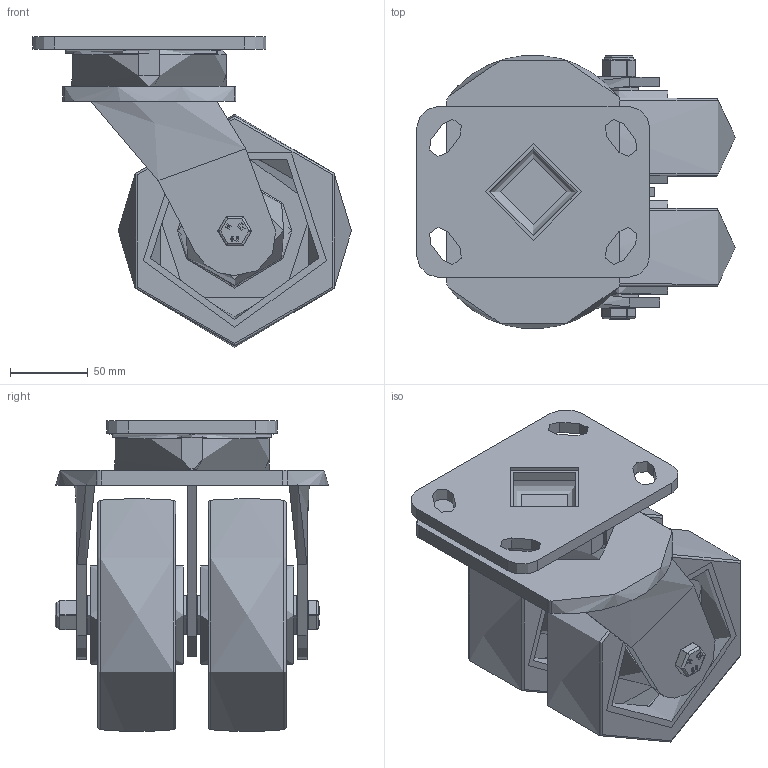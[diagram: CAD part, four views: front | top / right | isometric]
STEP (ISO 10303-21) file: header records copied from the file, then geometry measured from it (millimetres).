
FILE_DESCRIPTION(/* description */ ('','CAx-IF Rec.Pracs.---Representation and Presentation of Product Manufacturing Information (PMI)---4.0---2014-10-13'),/* implementation_level */ '2;1');
FILE_NAME(/* name */ '2BZK150PTBJ.step',/* time_stamp */ '2025-01-09T17:05:32Z',/* author */ (''),/* organization */ (''),/* preprocessor_version */ 'ST-DEVELOPER v20',/* originating_system */ 'Autodesk Translation Framework v13.20.0.188',/* authorisation */ '');
FILE_SCHEMA (('AP242_MANAGED_MODEL_BASED_3D_ENGINEERING_MIM_LF { 1 0 10303 442 1 1 4 }'));
Products named in the file (42): 2BZK150PTBJ; 2BZK150AS v1; FABRICATED STEEL TOP PLATE; FABRICATED STEEL FORKS; BZXH150WPTBJM20 v1; POLYURETHANE TYRE; CAST IRON RIM; CAST IRON RIM Geometry; BEARING SPACER; BEARING 6204; BALL BEARINGS; BEARING 6204 (1); BALL BEARINGS (1); Component3; STEEL; RUBBER; BZXH150WPTBJM20 v1 (1); POLYURETHANE TYRE (1); CAST IRON RIM (1); CAST IRON RIM Geometry (1); BEARING SPACER (1); BEARING 6204 (2); BALL BEARINGS (2); BEARING 6204 (1) (1); BALL BEARINGS (1) (1); Component3 (1); STEEL (1); RUBBER (1); TH20X2X12 v1; ZINC PLATED HEADED SPACER; TH20X2X12 v1 (2); ZINC PLATED HEADED SPACER (2); TH20X2X12 v1 (1); ZINC PLATED HEADED SPACER (1); TH20X2X12 v1 (3); ZINC PLATED HEADED SPACER (3); BOLTM12X160Z8.8 v2; GRADE 8.8 ZINC PLATED BOLT; NYLOCM12Z14MM v1; NYLOC NUT ...
Assembly tree (75 placements, depth 5):
  2BZK150PTBJ
    2BZK150AS v1
      FABRICATED STEEL TOP PLATE
      FABRICATED STEEL FORKS
    BZXH150WPTBJM20 v1
      POLYURETHANE TYRE
      CAST IRON RIM
        CAST IRON RIM Geometry
        BEARING SPACER
      BEARING 6204
        BALL BEARINGS
          Component3  x8
        STEEL
        RUBBER
      BEARING 6204 (1)
        BALL BEARINGS (1)
          Component3  x8
        STEEL
        RUBBER
    BZXH150WPTBJM20 v1 (1)
      POLYURETHANE TYRE (1)
      CAST IRON RIM (1)
        CAST IRON RIM Geometry (1)
        BEARING SPACER (1)
      BEARING 6204 (2)
        BALL BEARINGS (2)
          Component3 (1)  x8
        STEEL (1)
        RUBBER (1)
      BEARING 6204 (1) (1)
        BALL BEARINGS (1) (1)
          Component3 (1)  x8
        STEEL (1)
        RUBBER (1)
    TH20X2X12 v1
      ZINC PLATED HEADED SPACER
    TH20X2X12 v1 (2)
      ZINC PLATED HEADED SPACER (2)
    TH20X2X12 v1 (1)
      ZINC PLATED HEADED SPACER (1)
    TH20X2X12 v1 (3)
      ZINC PLATED HEADED SPACER (3)
    BOLTM12X160Z8.8 v2
      GRADE 8.8 ZINC PLATED BOLT
    NYLOCM12Z14MM v1
      NYLOC NUT
        NUT
        RUBBER (2)
Bounding box: 205 x 175.7 x 199.88 mm (x, y, z)
Volume: 1724631.9 mm3; surface area: 484060 mm2
Topology: 67 solids, 67 shells, 2329 faces, 6323 edges, 4161 vertices
Faces by surface type: plane 1071, bspline 714, cylinder 458, sphere 50, torus 28, cone 8
Full cylindrical faces by diameter (mm): 9.836 x22, 11.834 x22, 12 x3, 12.2 x4, 12.5 x3, 14 x2, 17.75 x1, 18.5 x1, 19.8 x4, 20 x6, 24 x2, 25 x4, 27 x20, 28.5 x8, 29 x16, 40 x10, 40.5 x8, 41.5 x8, 42 x16, 44 x4, 47 x8, 56.5 x1, 62 x1, 70 x2, 100 x1, 106.5 x1, 108 x1, 124 x4
Entity records: 54616 total; most frequent: CARTESIAN_POINT 21734, ORIENTED_EDGE 7194, DIRECTION 5567, EDGE_CURVE 3597, VERTEX_POINT 2361, AXIS2_PLACEMENT_3D 1863, LINE 1841, VECTOR 1841
